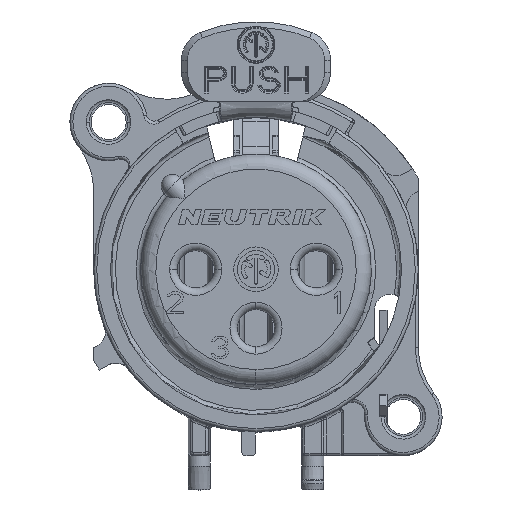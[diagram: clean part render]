
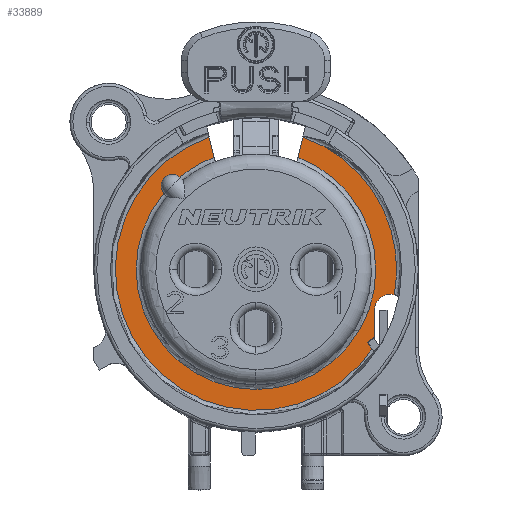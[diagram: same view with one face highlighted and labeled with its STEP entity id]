
A CAD part, top view. The second image highlights one B-rep face of the part: STEP entity #33889.
In plain terms, the highlighted planar face has unit normal (0, 0, 1).
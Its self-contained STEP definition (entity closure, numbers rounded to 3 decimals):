
#5832=CARTESIAN_POINT('',(0.,0.,-4.8));
#5833=DIRECTION('',(0.,0.,-1.));
#5834=DIRECTION('',(-0.638,0.77,0.));
#5835=AXIS2_PLACEMENT_3D('',#5832,#5833,#5834);
#8874=CARTESIAN_POINT('',(0.,0.,-4.8));
#8875=DIRECTION('',(0.,0.,1.));
#8876=DIRECTION('',(-0.77,0.638,0.));
#8877=AXIS2_PLACEMENT_3D('',#8874,#8875,#8876);
#8879=DIRECTION('',(0.238,0.971,0.));
#8880=VECTOR('',#8879,1.408);
#8881=CARTESIAN_POINT('',(2.812,7.543,-4.8));
#8882=LINE('',#8881,#8880);
#8883=DIRECTION('',(0.,1.,0.));
#8884=VECTOR('',#8883,2.356);
#8885=CARTESIAN_POINT('',(7.94,-5.124,-4.8));
#8886=LINE('',#8885,#8884);
#8887=DIRECTION('',(0.238,-0.971,0.));
#8888=VECTOR('',#8887,1.408);
#8889=CARTESIAN_POINT('',(-3.147,8.911,-4.8));
#8890=LINE('',#8889,#8888);
#8891=CARTESIAN_POINT('',(-5.621,5.621,-4.8));
#8892=DIRECTION('',(0.,0.,-1.));
#8893=DIRECTION('',(-0.766,-0.643,0.));
#8894=AXIS2_PLACEMENT_3D('',#8891,#8892,#8893);
#8905=CARTESIAN_POINT('',(7.94,-5.124,-4.8));
#8941=CARTESIAN_POINT('',(0.,0.,-4.8));
#8942=DIRECTION('',(0.,0.,1.));
#8943=DIRECTION('',(-0.333,0.943,0.));
#8944=AXIS2_PLACEMENT_3D('',#8941,#8942,#8943);
#8952=CARTESIAN_POINT('',(0.,0.,-4.8));
#8953=DIRECTION('',(0.,0.,1.));
#8954=DIRECTION('',(0.984,-0.178,0.));
#8955=AXIS2_PLACEMENT_3D('',#8952,#8953,#8954);
#13947=CARTESIAN_POINT('',(7.94,-2.768,-4.8));
#13948=CARTESIAN_POINT('',(7.94,-2.652,-4.8));
#13949=CARTESIAN_POINT('',(7.973,-2.46,-4.8));
#13950=CARTESIAN_POINT('',(8.101,-2.156,-4.8));
#13951=CARTESIAN_POINT('',(8.342,-1.879,-4.8));
#13952=CARTESIAN_POINT('',(8.666,-1.706,-4.8));
#13953=CARTESIAN_POINT('',(8.992,-1.65,-4.8));
#13954=CARTESIAN_POINT('',(9.185,-1.66,-4.8));
#13955=CARTESIAN_POINT('',(9.298,-1.687,-4.8));
#17009=CARTESIAN_POINT('',(-6.196,5.139,-4.8));
#17010=CARTESIAN_POINT('',(-5.139,6.196,-4.8));
#17011=VERTEX_POINT('',#17009);
#17012=VERTEX_POINT('',#17010);
#17900=CARTESIAN_POINT('',(-2.812,7.543,-4.8));
#17901=VERTEX_POINT('',#17900);
#17904=CARTESIAN_POINT('',(2.812,7.543,-4.8));
#17905=CARTESIAN_POINT('',(3.147,8.911,-4.8));
#17906=VERTEX_POINT('',#17904);
#17907=VERTEX_POINT('',#17905);
#17908=CARTESIAN_POINT('',(-3.147,8.911,-4.8));
#17909=VERTEX_POINT('',#17908);
#18004=VERTEX_POINT('',#8905);
#18012=VERTEX_POINT('',#13947);
#18013=VERTEX_POINT('',#13955);
#33869=CARTESIAN_POINT('',(0.,0.,-4.8));
#33870=DIRECTION('',(0.,0.,1.));
#33871=DIRECTION('',(0.,-1.,0.));
#33872=AXIS2_PLACEMENT_3D('',#33869,#33870,#33871);
#33873=PLANE('',#33872);
#33874=ORIENTED_EDGE('',*,*,#29589,.T.);
#33875=ORIENTED_EDGE('',*,*,#26047,.T.);
#33877=ORIENTED_EDGE('',*,*,#33876,.F.);
#33879=ORIENTED_EDGE('',*,*,#33878,.F.);
#33881=ORIENTED_EDGE('',*,*,#33880,.F.);
#33883=ORIENTED_EDGE('',*,*,#33882,.F.);
#33884=ORIENTED_EDGE('',*,*,#28279,.T.);
#33885=ORIENTED_EDGE('',*,*,#29573,.F.);
#33886=ORIENTED_EDGE('',*,*,#29676,.F.);
#33887=EDGE_LOOP('',(#33874,#33875,#33877,#33879,#33881,#33883,#33884,#33885,
#33886));
#33888=FACE_OUTER_BOUND('',#33887,.F.);
#33889=ADVANCED_FACE('',(#33888),#33873,.T.);
#5836=CIRCLE('',#5835,8.05);
#8878=CIRCLE('',#8877,8.05);
#8895=CIRCLE('',#8894,0.75);
#8945=CIRCLE('',#8944,9.45);
#8956=CIRCLE('',#8955,9.45);
#13956=B_SPLINE_CURVE_WITH_KNOTS('',3,(#13947,#13948,#13949,#13950,#13951,
#13952,#13953,#13954,#13955),.UNSPECIFIED.,.F.,.F.,(4,1,1,1,1,1,4),(0.,
0.125,0.25,0.5,0.75,0.875,1.),.UNSPECIFIED.);
#26047=EDGE_CURVE('',#17906,#17907,#8882,.T.);
#28279=EDGE_CURVE('',#17909,#17901,#8890,.T.);
#29573=EDGE_CURVE('',#17012,#17901,#5836,.T.);
#29589=EDGE_CURVE('',#17011,#17906,#8878,.T.);
#29676=EDGE_CURVE('',#17011,#17012,#8895,.T.);
#33876=EDGE_CURVE('',#18013,#17907,#8956,.T.);
#33878=EDGE_CURVE('',#18012,#18013,#13956,.T.);
#33880=EDGE_CURVE('',#18004,#18012,#8886,.T.);
#33882=EDGE_CURVE('',#17909,#18004,#8945,.T.);
